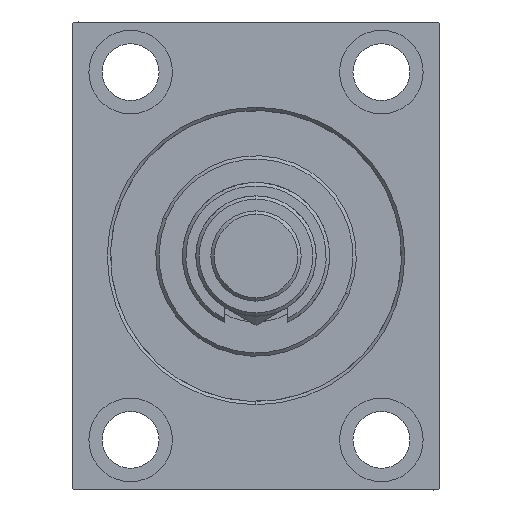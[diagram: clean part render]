
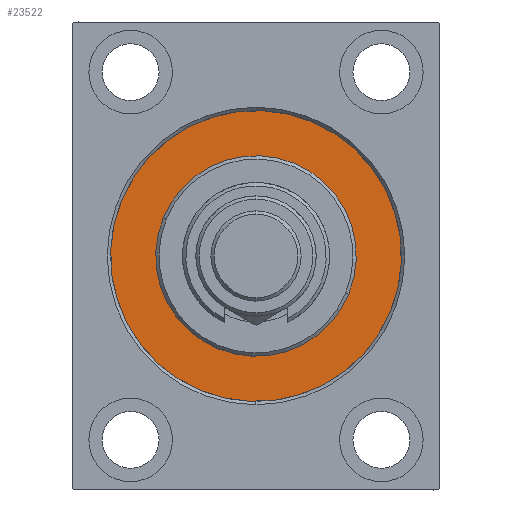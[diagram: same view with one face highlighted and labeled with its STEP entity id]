
A CAD part, left-side view. The second image highlights one B-rep face of the part: STEP entity #23522.
In plain terms, the highlighted face is planar.
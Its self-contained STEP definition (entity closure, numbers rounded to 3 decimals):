
#910 = ORIENTED_EDGE ( 'NONE', *, *, #11190, .F. ) ;
#1484 = EDGE_CURVE ( 'NONE', #13144, #2734, #4684, .T. ) ;
#1603 = FACE_BOUND ( 'NONE', #29664, .T. ) ;
#1678 = ORIENTED_EDGE ( 'NONE', *, *, #22474, .F. ) ;
#1814 = AXIS2_PLACEMENT_3D ( 'NONE', #46146, #34326, #1833 ) ;
#1833 = DIRECTION ( 'NONE',  ( 0., 0., 1. ) ) ;
#2529 = CARTESIAN_POINT ( 'NONE',  ( 0., 0., 0. ) ) ;
#2734 = VERTEX_POINT ( 'NONE', #10234 ) ;
#4684 = CIRCLE ( 'NONE', #42563, 30. ) ;
#5628 = CARTESIAN_POINT ( 'NONE',  ( 0., 0., 0. ) ) ;
#5816 = ORIENTED_EDGE ( 'NONE', *, *, #11217, .F. ) ;
#6097 = VERTEX_POINT ( 'NONE', #17078 ) ;
#7523 = DIRECTION ( 'NONE',  ( 0., 0., -1. ) ) ;
#7855 = CIRCLE ( 'NONE', #1814, 43.5 ) ;
#9779 = CARTESIAN_POINT ( 'NONE',  ( 0., 0., 43.5 ) ) ;
#10234 = CARTESIAN_POINT ( 'NONE',  ( 0., 0., 30. ) ) ;
#11190 = EDGE_CURVE ( 'NONE', #24331, #6097, #35924, .T. ) ;
#11217 = EDGE_CURVE ( 'NONE', #6097, #24331, #7855, .T. ) ;
#11542 = AXIS2_PLACEMENT_3D ( 'NONE', #5628, #23885, #34808 ) ;
#13144 = VERTEX_POINT ( 'NONE', #16101 ) ;
#16101 = CARTESIAN_POINT ( 'NONE',  ( 0., 0., -30. ) ) ;
#16783 = CIRCLE ( 'NONE', #31963, 30. ) ;
#16980 = DIRECTION ( 'NONE',  ( 0., 0., 1. ) ) ;
#16993 = FACE_OUTER_BOUND ( 'NONE', #17526, .T. ) ;
#17078 = CARTESIAN_POINT ( 'NONE',  ( 0., 0., -43.5 ) ) ;
#17526 = EDGE_LOOP ( 'NONE', ( #5816, #910 ) ) ;
#19841 = DIRECTION ( 'NONE',  ( -1., 0., 0. ) ) ;
#21789 = DIRECTION ( 'NONE',  ( 1., 0., 0. ) ) ;
#22474 = EDGE_CURVE ( 'NONE', #2734, #13144, #16783, .T. ) ;
#23522 = ADVANCED_FACE ( 'NONE', ( #1603, #16993 ), #41673, .F. ) ;
#23885 = DIRECTION ( 'NONE',  ( -1., 0., 0. ) ) ;
#24331 = VERTEX_POINT ( 'NONE', #9779 ) ;
#26727 = DIRECTION ( 'NONE',  ( 1., 0., 0. ) ) ;
#27959 = CARTESIAN_POINT ( 'NONE',  ( 0., 0., 0. ) ) ;
#29100 = AXIS2_PLACEMENT_3D ( 'NONE', #2529, #19841, #16980 ) ;
#29664 = EDGE_LOOP ( 'NONE', ( #1678, #38371 ) ) ;
#29823 = CARTESIAN_POINT ( 'NONE',  ( 0., 0., 0. ) ) ;
#31963 = AXIS2_PLACEMENT_3D ( 'NONE', #27959, #21789, #42662 ) ;
#34326 = DIRECTION ( 'NONE',  ( -1., 0., 0. ) ) ;
#34808 = DIRECTION ( 'NONE',  ( 0., 0., 1. ) ) ;
#35924 = CIRCLE ( 'NONE', #29100, 43.5 ) ;
#38371 = ORIENTED_EDGE ( 'NONE', *, *, #1484, .F. ) ;
#41673 = PLANE ( 'NONE',  #11542 ) ;
#42563 = AXIS2_PLACEMENT_3D ( 'NONE', #29823, #26727, #7523 ) ;
#42662 = DIRECTION ( 'NONE',  ( 0., 0., -1. ) ) ;
#46146 = CARTESIAN_POINT ( 'NONE',  ( 0., 0., 0. ) ) ;
